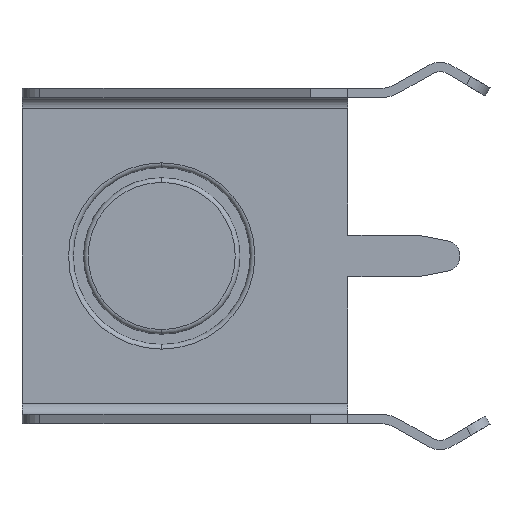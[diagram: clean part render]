
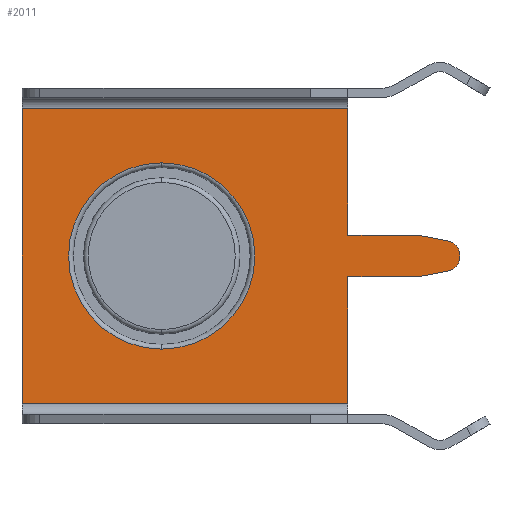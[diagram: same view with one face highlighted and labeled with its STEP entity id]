
A CAD part, left-side view. The second image highlights one B-rep face of the part: STEP entity #2011.
In plain terms, the highlighted planar face has unit normal (-1, 0, 0).
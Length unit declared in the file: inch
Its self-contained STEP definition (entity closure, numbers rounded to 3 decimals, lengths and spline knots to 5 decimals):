
#3 = DIRECTION ( 'NONE',  ( 0., -1., 0. ) ) ;
#4 = VECTOR ( 'NONE', #3, 39.37008 ) ;
#9 = PLANE ( 'NONE',  #82 ) ;
#82 = AXIS2_PLACEMENT_3D ( 'NONE', #149, #147, #154 ) ;
#83 = FACE_OUTER_BOUND ( 'NONE', #2031, .T. ) ;
#84 = FACE_BOUND ( 'NONE', #2052, .T. ) ;
#121 = CARTESIAN_POINT ( 'NONE',  ( 0.24, 0., -0.328 ) ) ;
#122 = DIRECTION ( 'NONE',  ( 0., 0., -1. ) ) ;
#123 = VECTOR ( 'NONE', #122, 39.37008 ) ;
#124 = CARTESIAN_POINT ( 'NONE',  ( 0.24, 0.35, -0.012 ) ) ;
#125 = LINE ( 'NONE', #124, #123 ) ;
#126 = CARTESIAN_POINT ( 'NONE',  ( 0.24, 0.35, -0.328 ) ) ;
#134 = CARTESIAN_POINT ( 'NONE',  ( 0.24, 0.35, -0.012 ) ) ;
#147 = DIRECTION ( 'NONE',  ( -1., 0., 0. ) ) ;
#149 = CARTESIAN_POINT ( 'NONE',  ( 0.24, 0.35, -0.012 ) ) ;
#154 = DIRECTION ( 'NONE',  ( 0., 0., 1. ) ) ;
#155 = CARTESIAN_POINT ( 'NONE',  ( 0.24, 0., -0.1925 ) ) ;
#162 = CARTESIAN_POINT ( 'NONE',  ( 0.24, 0.2, -0.17 ) ) ;
#163 = DIRECTION ( 'NONE',  ( 1., 0., 0. ) ) ;
#164 = AXIS2_PLACEMENT_3D ( 'NONE', #162, #163, #168 ) ;
#165 = CIRCLE ( 'NONE', #164, 0.1 ) ;
#168 = DIRECTION ( 'NONE',  ( 0., 0., 1. ) ) ;
#569 = LINE ( 'NONE', #609, #608 ) ;
#607 = DIRECTION ( 'NONE',  ( 0., 0., -1. ) ) ;
#608 = VECTOR ( 'NONE', #607, 39.37008 ) ;
#609 = CARTESIAN_POINT ( 'NONE',  ( 0.24, 0., -0.012 ) ) ;
#616 = CARTESIAN_POINT ( 'NONE',  ( 0.24, -0.10786, -0.154 ) ) ;
#617 = CARTESIAN_POINT ( 'NONE',  ( 0.24, -0.12, -0.17128 ) ) ;
#634 = DIRECTION ( 'NONE',  ( 0., 0., -1. ) ) ;
#635 = LINE ( 'NONE', #665, #664 ) ;
#636 = CARTESIAN_POINT ( 'NONE',  ( 0.24, -0.10786, -0.186 ) ) ;
#637 = DIRECTION ( 'NONE',  ( 1., 0., 0. ) ) ;
#638 = CARTESIAN_POINT ( 'NONE',  ( 0.24, -0.105, -0.16872 ) ) ;
#664 = VECTOR ( 'NONE', #713, 39.37008 ) ;
#665 = CARTESIAN_POINT ( 'NONE',  ( 0.24, -0.12, -0.17128 ) ) ;
#698 = AXIS2_PLACEMENT_3D ( 'NONE', #638, #637, #634 ) ;
#713 = DIRECTION ( 'NONE',  ( 0., 0., -1. ) ) ;
#714 = CIRCLE ( 'NONE', #698, 0.015 ) ;
#720 = CARTESIAN_POINT ( 'NONE',  ( 0.24, 0.35, -0.328 ) ) ;
#721 = LINE ( 'NONE', #720, #4 ) ;
#724 = DIRECTION ( 'NONE',  ( 0., -0.982, -0.191 ) ) ;
#725 = VECTOR ( 'NONE', #724, 39.37008 ) ;
#726 = CARTESIAN_POINT ( 'NONE',  ( 0.24, -0.0744, -0.1475 ) ) ;
#727 = LINE ( 'NONE', #726, #725 ) ;
#739 = CARTESIAN_POINT ( 'NONE',  ( 0.24, 0.35, -0.012 ) ) ;
#740 = DIRECTION ( 'NONE',  ( 0., -1., 0. ) ) ;
#741 = VECTOR ( 'NONE', #740, 39.37008 ) ;
#742 = LINE ( 'NONE', #739, #741 ) ;
#772 = DIRECTION ( 'NONE',  ( 0., 0., 1. ) ) ;
#773 = DIRECTION ( 'NONE',  ( 1., 0., 0. ) ) ;
#774 = AXIS2_PLACEMENT_3D ( 'NONE', #796, #773, #772 ) ;
#782 = VECTOR ( 'NONE', #792, 39.37008 ) ;
#783 = CARTESIAN_POINT ( 'NONE',  ( 0.24, -0.0744, -0.1925 ) ) ;
#784 = LINE ( 'NONE', #783, #782 ) ;
#792 = DIRECTION ( 'NONE',  ( 0., 0.982, -0.191 ) ) ;
#793 = CIRCLE ( 'NONE', #774, 0.015 ) ;
#794 = CARTESIAN_POINT ( 'NONE',  ( 0.24, -0.12, -0.16872 ) ) ;
#795 = CARTESIAN_POINT ( 'NONE',  ( 0.24, -0.0744, -0.1475 ) ) ;
#796 = CARTESIAN_POINT ( 'NONE',  ( 0.24, -0.105, -0.17128 ) ) ;
#803 = DIRECTION ( 'NONE',  ( 0., -1., 0. ) ) ;
#804 = VECTOR ( 'NONE', #803, 39.37008 ) ;
#805 = CARTESIAN_POINT ( 'NONE',  ( 0.24, 0., -0.1475 ) ) ;
#806 = LINE ( 'NONE', #805, #804 ) ;
#1037 = CARTESIAN_POINT ( 'NONE',  ( 0.24, -0.0744, -0.1925 ) ) ;
#1130 = VERTEX_POINT ( 'NONE', #1315 ) ;
#1132 = EDGE_CURVE ( 'NONE', #1130, #1133, #1328, .T. ) ;
#1133 = VERTEX_POINT ( 'NONE', #1329 ) ;
#1158 = VERTEX_POINT ( 'NONE', #1388 ) ;
#1208 = VERTEX_POINT ( 'NONE', #1534 ) ;
#1218 = EDGE_CURVE ( 'NONE', #1158, #1208, #1555, .T. ) ;
#1315 = CARTESIAN_POINT ( 'NONE',  ( 0.24, 0.2, -0.27 ) ) ;
#1322 = DIRECTION ( 'NONE',  ( 0., 0., 1. ) ) ;
#1323 = DIRECTION ( 'NONE',  ( 1., 0., 0. ) ) ;
#1324 = CARTESIAN_POINT ( 'NONE',  ( 0.24, 0.2, -0.17 ) ) ;
#1328 = CIRCLE ( 'NONE', #1343, 0.1 ) ;
#1329 = CARTESIAN_POINT ( 'NONE',  ( 0.24, 0.2, -0.07 ) ) ;
#1343 = AXIS2_PLACEMENT_3D ( 'NONE', #1324, #1323, #1322 ) ;
#1388 = CARTESIAN_POINT ( 'NONE',  ( 0.24, 0., -0.012 ) ) ;
#1534 = CARTESIAN_POINT ( 'NONE',  ( 0.24, 0., -0.1475 ) ) ;
#1555 = LINE ( 'NONE', #1565, #1564 ) ;
#1563 = DIRECTION ( 'NONE',  ( 0., 0., -1. ) ) ;
#1564 = VECTOR ( 'NONE', #1563, 39.37008 ) ;
#1565 = CARTESIAN_POINT ( 'NONE',  ( 0.24, 0., -0.012 ) ) ;
#1692 = DIRECTION ( 'NONE',  ( 0., 1., 0. ) ) ;
#1693 = VECTOR ( 'NONE', #1692, 39.37008 ) ;
#1694 = CARTESIAN_POINT ( 'NONE',  ( 0.24, 0., -0.1925 ) ) ;
#1695 = LINE ( 'NONE', #1694, #1693 ) ;
#1879 = EDGE_CURVE ( 'NONE', #1909, #2016, #1695, .T. ) ;
#1909 = VERTEX_POINT ( 'NONE', #1037 ) ;
#1980 = VERTEX_POINT ( 'NONE', #134 ) ;
#1994 = VERTEX_POINT ( 'NONE', #126 ) ;
#1998 = EDGE_CURVE ( 'NONE', #1980, #1994, #125, .T. ) ;
#1999 = VERTEX_POINT ( 'NONE', #121 ) ;
#2011 = ADVANCED_FACE ( 'NONE', ( #84, #83 ), #9, .T. ) ;
#2012 = ORIENTED_EDGE ( 'NONE', *, *, #1132, .T. ) ;
#2014 = ORIENTED_EDGE ( 'NONE', *, *, #2060, .F. ) ;
#2016 = VERTEX_POINT ( 'NONE', #155 ) ;
#2018 = VERTEX_POINT ( 'NONE', #617 ) ;
#2019 = VERTEX_POINT ( 'NONE', #616 ) ;
#2026 = ORIENTED_EDGE ( 'NONE', *, *, #2042, .T. ) ;
#2027 = ORIENTED_EDGE ( 'NONE', *, *, #2030, .F. ) ;
#2030 = EDGE_CURVE ( 'NONE', #2016, #1999, #569, .T. ) ;
#2031 = EDGE_LOOP ( 'NONE', ( #2049, #2046, #2050, #2026, #2027, #2056, #2063, #2014, #2068, #2034, #2039, #2038 ) ) ;
#2032 = EDGE_CURVE ( 'NONE', #2019, #2066, #714, .T. ) ;
#2033 = EDGE_CURVE ( 'NONE', #2066, #2018, #635, .T. ) ;
#2034 = ORIENTED_EDGE ( 'NONE', *, *, #2032, .F. ) ;
#2035 = VERTEX_POINT ( 'NONE', #636 ) ;
#2038 = ORIENTED_EDGE ( 'NONE', *, *, #2097, .F. ) ;
#2039 = ORIENTED_EDGE ( 'NONE', *, *, #2040, .F. ) ;
#2040 = EDGE_CURVE ( 'NONE', #2065, #2019, #727, .T. ) ;
#2042 = EDGE_CURVE ( 'NONE', #1994, #1999, #721, .T. ) ;
#2043 = ORIENTED_EDGE ( 'NONE', *, *, #2048, .T. ) ;
#2046 = ORIENTED_EDGE ( 'NONE', *, *, #2047, .F. ) ;
#2047 = EDGE_CURVE ( 'NONE', #1980, #1158, #742, .T. ) ;
#2048 = EDGE_CURVE ( 'NONE', #1133, #1130, #165, .T. ) ;
#2049 = ORIENTED_EDGE ( 'NONE', *, *, #1218, .F. ) ;
#2050 = ORIENTED_EDGE ( 'NONE', *, *, #1998, .T. ) ;
#2052 = EDGE_LOOP ( 'NONE', ( #2043, #2012 ) ) ;
#2056 = ORIENTED_EDGE ( 'NONE', *, *, #1879, .F. ) ;
#2060 = EDGE_CURVE ( 'NONE', #2018, #2035, #793, .T. ) ;
#2063 = ORIENTED_EDGE ( 'NONE', *, *, #2070, .F. ) ;
#2065 = VERTEX_POINT ( 'NONE', #795 ) ;
#2066 = VERTEX_POINT ( 'NONE', #794 ) ;
#2068 = ORIENTED_EDGE ( 'NONE', *, *, #2033, .F. ) ;
#2070 = EDGE_CURVE ( 'NONE', #2035, #1909, #784, .T. ) ;
#2097 = EDGE_CURVE ( 'NONE', #1208, #2065, #806, .T. ) ;
